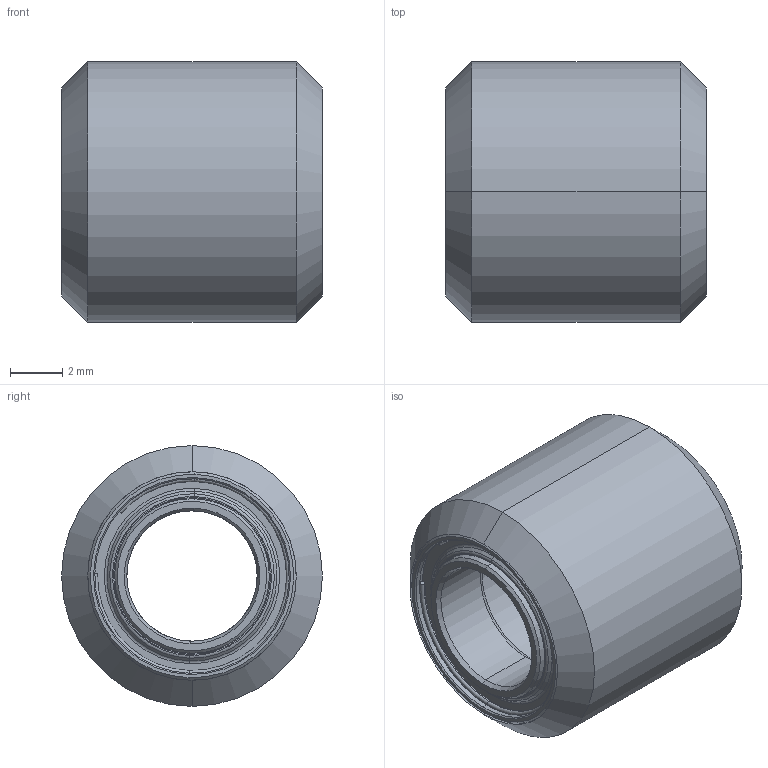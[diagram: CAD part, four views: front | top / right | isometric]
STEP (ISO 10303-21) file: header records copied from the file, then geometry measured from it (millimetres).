
FILE_DESCRIPTION (( 'STEP AP203' ), '1' );
FILE_NAME ('3600-0005-1010 Assembly.STEP', '2018-02-15T22:53:37', ( '' ), ( '' ), 'SwSTEP 2.0', 'SolidWorks 2016', '' );
FILE_SCHEMA (( 'CONFIG_CONTROL_DESIGN' ));
Length unit declared in the file: inch
Products named in the file (3): 3600-0005-1010 Assembly; 1600-0208-0005; 3600-0005-1010
Assembly tree (3 placements, depth 2):
  3600-0005-1010 Assembly
    3600-0005-1010
    1600-0208-0005  x2
Bounding box: 10 x 10 x 10 mm (x, y, z)
Volume: 487.2 mm3; surface area: 1084.3 mm2
Topology: 7 solids, 7 shells, 174 faces, 340 edges, 200 vertices
Faces by surface type: cone 52, cylinder 48, torus 40, plane 34
Entity records: 2771 total; most frequent: DIRECTION 512, CARTESIAN_POINT 392, ORIENTED_EDGE 368, AXIS2_PLACEMENT_3D 228, EDGE_CURVE 184, CIRCLE 128, EDGE_LOOP 108, VERTEX_POINT 108
